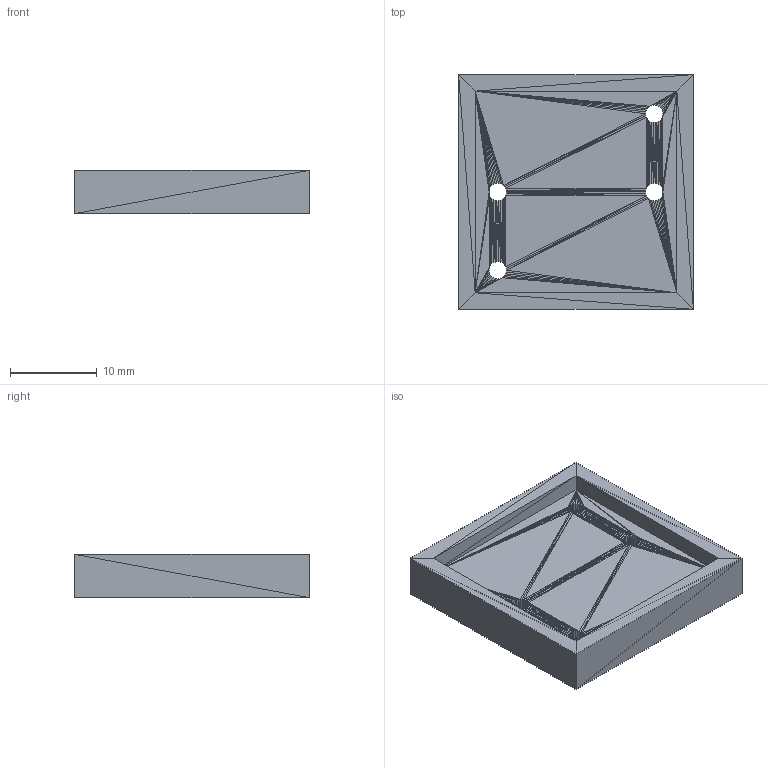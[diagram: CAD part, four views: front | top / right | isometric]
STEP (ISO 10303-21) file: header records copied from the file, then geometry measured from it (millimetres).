
FILE_DESCRIPTION(('FreeCAD Model'),'2;1');
FILE_NAME('Heatsink Drill Guide.step','2022-09-04T19:03:23',( 'Author'),(''),'Open CASCADE STEP processor 7.3','FreeCAD','Unknown' );
FILE_SCHEMA(('AUTOMOTIVE_DESIGN { 1 0 10303 214 1 1 1 1 }'));
Length unit declared in the file: millimetre
Products named in the file (1): Heatsink_Drill_Guide001
Bounding box: 27 x 27 x 5 mm (x, y, z)
Surface area: 2233.9 mm2 (no closed solid volume)
Topology: 0 solids, 1 shells, 524 faces, 786 edges, 256 vertices
Faces by surface type: plane 524
Entity records: 10235 total; most frequent: DIRECTION 1836, ORIENTED_EDGE 1572, CARTESIAN_POINT 1567, EDGE_CURVE 786, LINE 786, VECTOR 786, AXIS2_PLACEMENT_3D 525, ADVANCED_FACE 524
